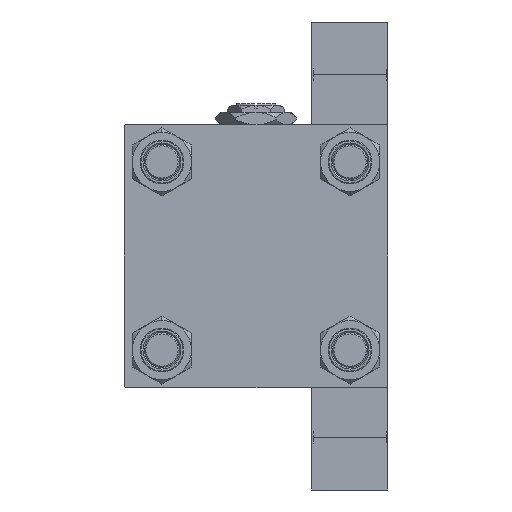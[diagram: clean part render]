
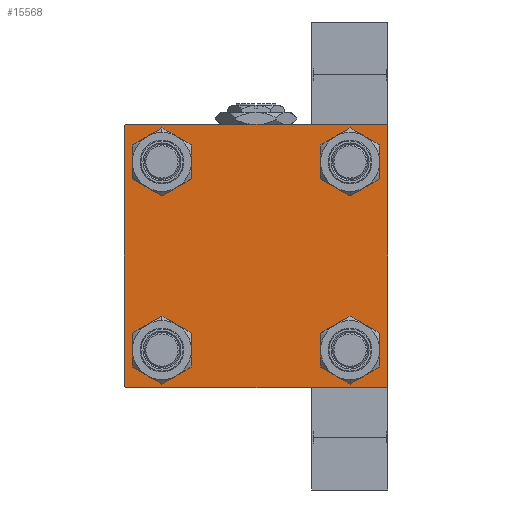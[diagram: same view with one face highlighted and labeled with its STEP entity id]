
A CAD part, left-side view. The second image highlights one B-rep face of the part: STEP entity #15568.
In plain terms, the highlighted planar face has unit normal (-1, 0, 0).
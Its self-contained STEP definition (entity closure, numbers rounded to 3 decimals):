
#419 = VERTEX_POINT ( 'NONE', #22253 ) ;
#624 = LINE ( 'NONE', #8552, #21698 ) ;
#646 = EDGE_CURVE ( 'NONE', #22905, #47392, #11583, .T. ) ;
#672 = ORIENTED_EDGE ( 'NONE', *, *, #5630, .T. ) ;
#781 = DIRECTION ( 'NONE',  ( 0., 0., 1. ) ) ;
#966 = CARTESIAN_POINT ( 'NONE',  ( 0., 32.15, -32.15 ) ) ;
#1272 = CARTESIAN_POINT ( 'NONE',  ( 0., -32.15, 32.15 ) ) ;
#1637 = CARTESIAN_POINT ( 'NONE',  ( 0., -45., 44.5 ) ) ;
#1944 = EDGE_CURVE ( 'NONE', #3494, #42890, #34857, .T. ) ;
#2489 = CIRCLE ( 'NONE', #44897, 6.5 ) ;
#2506 = CARTESIAN_POINT ( 'NONE',  ( 0., 44.75, 44.75 ) ) ;
#3263 = CIRCLE ( 'NONE', #31816, 6.5 ) ;
#3494 = VERTEX_POINT ( 'NONE', #27612 ) ;
#3793 = DIRECTION ( 'NONE',  ( 1., 0., 0. ) ) ;
#4331 = DIRECTION ( 'NONE',  ( 1., 0., 0. ) ) ;
#4495 = DIRECTION ( 'NONE',  ( 1., 0., 0. ) ) ;
#4977 = FACE_BOUND ( 'NONE', #32550, .T. ) ;
#5434 = CARTESIAN_POINT ( 'NONE',  ( 0., -32.15, -25.65 ) ) ;
#5630 = EDGE_CURVE ( 'NONE', #20253, #3494, #10177, .T. ) ;
#5829 = DIRECTION ( 'NONE',  ( 1., 0., 0. ) ) ;
#6072 = AXIS2_PLACEMENT_3D ( 'NONE', #47620, #4495, #12668 ) ;
#6505 = CARTESIAN_POINT ( 'NONE',  ( 0., 45., -44.5 ) ) ;
#6545 = EDGE_CURVE ( 'NONE', #28971, #20748, #47909, .T. ) ;
#6685 = VECTOR ( 'NONE', #31583, 1000. ) ;
#7226 = VERTEX_POINT ( 'NONE', #5434 ) ;
#7868 = VECTOR ( 'NONE', #37260, 1000. ) ;
#8053 = FACE_OUTER_BOUND ( 'NONE', #11102, .T. ) ;
#8552 = CARTESIAN_POINT ( 'NONE',  ( 0., 45., 45. ) ) ;
#8600 = CIRCLE ( 'NONE', #42828, 6.5 ) ;
#9084 = VECTOR ( 'NONE', #22427, 1000. ) ;
#9311 = ORIENTED_EDGE ( 'NONE', *, *, #43386, .T. ) ;
#9372 = ORIENTED_EDGE ( 'NONE', *, *, #30035, .F. ) ;
#9456 = DIRECTION ( 'NONE',  ( 1., 0., 0. ) ) ;
#9546 = AXIS2_PLACEMENT_3D ( 'NONE', #42440, #16160, #27918 ) ;
#10177 = LINE ( 'NONE', #2506, #9084 ) ;
#10623 = DIRECTION ( 'NONE',  ( 0., 0., -1. ) ) ;
#10629 = VECTOR ( 'NONE', #24708, 1000. ) ;
#10961 = EDGE_CURVE ( 'NONE', #419, #38943, #3263, .T. ) ;
#11102 = EDGE_LOOP ( 'NONE', ( #45610, #43821, #47911, #47459, #28163, #35663, #9372, #672 ) ) ;
#11583 = CIRCLE ( 'NONE', #40109, 6.5 ) ;
#12640 = FACE_BOUND ( 'NONE', #21854, .T. ) ;
#12668 = DIRECTION ( 'NONE',  ( 0., 0., 1. ) ) ;
#12922 = DIRECTION ( 'NONE',  ( 0., -1., 0. ) ) ;
#12959 = CARTESIAN_POINT ( 'NONE',  ( 0., -44.75, -44.75 ) ) ;
#13401 = EDGE_CURVE ( 'NONE', #47019, #18093, #37643, .T. ) ;
#14955 = CARTESIAN_POINT ( 'NONE',  ( 0., 45., 45. ) ) ;
#15568 = ADVANCED_FACE ( 'NONE', ( #16998, #12640, #4977, #24644, #8053 ), #43775, .T. ) ;
#15751 = EDGE_LOOP ( 'NONE', ( #18933, #44703 ) ) ;
#16080 = CARTESIAN_POINT ( 'NONE',  ( 0., -32.15, 32.15 ) ) ;
#16160 = DIRECTION ( 'NONE',  ( 1., 0., 0. ) ) ;
#16998 = FACE_BOUND ( 'NONE', #15751, .T. ) ;
#17620 = CARTESIAN_POINT ( 'NONE',  ( 0., -44.75, 44.75 ) ) ;
#17893 = CARTESIAN_POINT ( 'NONE',  ( 0., 32.15, -38.65 ) ) ;
#18093 = VERTEX_POINT ( 'NONE', #32750 ) ;
#18933 = ORIENTED_EDGE ( 'NONE', *, *, #646, .T. ) ;
#20253 = VERTEX_POINT ( 'NONE', #47309 ) ;
#20298 = DIRECTION ( 'NONE',  ( 0., -1., 0. ) ) ;
#20390 = DIRECTION ( 'NONE',  ( 0., 0., 1. ) ) ;
#20571 = CARTESIAN_POINT ( 'NONE',  ( 0., 0., 0. ) ) ;
#20748 = VERTEX_POINT ( 'NONE', #30390 ) ;
#21698 = VECTOR ( 'NONE', #20298, 1000. ) ;
#21854 = EDGE_LOOP ( 'NONE', ( #9311, #29669 ) ) ;
#22253 = CARTESIAN_POINT ( 'NONE',  ( 0., 32.15, -25.65 ) ) ;
#22278 = CARTESIAN_POINT ( 'NONE',  ( 0., 32.15, 32.15 ) ) ;
#22427 = DIRECTION ( 'NONE',  ( 0., 0.707, -0.707 ) ) ;
#22760 = DIRECTION ( 'NONE',  ( 0., 0., 1. ) ) ;
#22905 = VERTEX_POINT ( 'NONE', #34129 ) ;
#23125 = ORIENTED_EDGE ( 'NONE', *, *, #10961, .T. ) ;
#23621 = DIRECTION ( 'NONE',  ( 0., 0., 1. ) ) ;
#24644 = FACE_BOUND ( 'NONE', #43630, .T. ) ;
#24708 = DIRECTION ( 'NONE',  ( 0., -0.707, 0.707 ) ) ;
#26030 = EDGE_CURVE ( 'NONE', #18093, #47019, #8600, .T. ) ;
#26291 = DIRECTION ( 'NONE',  ( 0., -0.707, -0.707 ) ) ;
#26536 = CARTESIAN_POINT ( 'NONE',  ( 0., 44.75, -44.75 ) ) ;
#27336 = CARTESIAN_POINT ( 'NONE',  ( 0., 32.15, 25.65 ) ) ;
#27612 = CARTESIAN_POINT ( 'NONE',  ( 0., 45., 44.5 ) ) ;
#27754 = VERTEX_POINT ( 'NONE', #30054 ) ;
#27918 = DIRECTION ( 'NONE',  ( 0., 0., 1. ) ) ;
#28034 = CARTESIAN_POINT ( 'NONE',  ( 0., -32.15, 25.65 ) ) ;
#28132 = DIRECTION ( 'NONE',  ( 1., 0., 0. ) ) ;
#28163 = ORIENTED_EDGE ( 'NONE', *, *, #39248, .F. ) ;
#28487 = VERTEX_POINT ( 'NONE', #35965 ) ;
#28971 = VERTEX_POINT ( 'NONE', #29016 ) ;
#29016 = CARTESIAN_POINT ( 'NONE',  ( 0., -44.5, -45. ) ) ;
#29669 = ORIENTED_EDGE ( 'NONE', *, *, #32382, .T. ) ;
#30035 = EDGE_CURVE ( 'NONE', #20253, #28487, #624, .T. ) ;
#30054 = CARTESIAN_POINT ( 'NONE',  ( 0., 44.5, -45. ) ) ;
#30355 = LINE ( 'NONE', #26536, #35637 ) ;
#30390 = CARTESIAN_POINT ( 'NONE',  ( 0., -45., -44.5 ) ) ;
#31153 = VERTEX_POINT ( 'NONE', #1637 ) ;
#31583 = DIRECTION ( 'NONE',  ( 0., 0., -1. ) ) ;
#31816 = AXIS2_PLACEMENT_3D ( 'NONE', #966, #3793, #20390 ) ;
#31917 = EDGE_CURVE ( 'NONE', #31153, #28487, #49228, .T. ) ;
#32149 = CARTESIAN_POINT ( 'NONE',  ( 0., 32.15, 32.15 ) ) ;
#32382 = EDGE_CURVE ( 'NONE', #37495, #7226, #43746, .T. ) ;
#32550 = EDGE_LOOP ( 'NONE', ( #23125, #48419 ) ) ;
#32750 = CARTESIAN_POINT ( 'NONE',  ( 0., 32.15, 38.65 ) ) ;
#33157 = DIRECTION ( 'NONE',  ( 0., 0., 1. ) ) ;
#33892 = EDGE_CURVE ( 'NONE', #42890, #27754, #30355, .T. ) ;
#34129 = CARTESIAN_POINT ( 'NONE',  ( 0., -32.15, 38.65 ) ) ;
#34857 = LINE ( 'NONE', #14955, #41773 ) ;
#35145 = CARTESIAN_POINT ( 'NONE',  ( 0., -45., 45. ) ) ;
#35615 = ORIENTED_EDGE ( 'NONE', *, *, #26030, .T. ) ;
#35637 = VECTOR ( 'NONE', #26291, 1000. ) ;
#35663 = ORIENTED_EDGE ( 'NONE', *, *, #31917, .T. ) ;
#35965 = CARTESIAN_POINT ( 'NONE',  ( 0., -44.5, 45. ) ) ;
#36060 = CIRCLE ( 'NONE', #38487, 6.5 ) ;
#36550 = EDGE_CURVE ( 'NONE', #47392, #22905, #2489, .T. ) ;
#36817 = AXIS2_PLACEMENT_3D ( 'NONE', #32149, #5829, #33157 ) ;
#37260 = DIRECTION ( 'NONE',  ( 0., 0.707, 0.707 ) ) ;
#37495 = VERTEX_POINT ( 'NONE', #41215 ) ;
#37643 = CIRCLE ( 'NONE', #36817, 6.5 ) ;
#38487 = AXIS2_PLACEMENT_3D ( 'NONE', #44434, #28132, #781 ) ;
#38943 = VERTEX_POINT ( 'NONE', #17893 ) ;
#39123 = ORIENTED_EDGE ( 'NONE', *, *, #13401, .T. ) ;
#39248 = EDGE_CURVE ( 'NONE', #31153, #20748, #47368, .T. ) ;
#39553 = DIRECTION ( 'NONE',  ( 0., 0., 1. ) ) ;
#40109 = AXIS2_PLACEMENT_3D ( 'NONE', #16080, #4331, #39553 ) ;
#40206 = DIRECTION ( 'NONE',  ( -1., 0., 0. ) ) ;
#41178 = VECTOR ( 'NONE', #12922, 1000. ) ;
#41215 = CARTESIAN_POINT ( 'NONE',  ( 0., -32.15, -38.65 ) ) ;
#41773 = VECTOR ( 'NONE', #10623, 1000. ) ;
#42440 = CARTESIAN_POINT ( 'NONE',  ( 0., -32.15, -32.15 ) ) ;
#42828 = AXIS2_PLACEMENT_3D ( 'NONE', #22278, #45709, #22760 ) ;
#42890 = VERTEX_POINT ( 'NONE', #6505 ) ;
#43273 = LINE ( 'NONE', #48114, #41178 ) ;
#43386 = EDGE_CURVE ( 'NONE', #7226, #37495, #36060, .T. ) ;
#43630 = EDGE_LOOP ( 'NONE', ( #35615, #39123 ) ) ;
#43746 = CIRCLE ( 'NONE', #9546, 6.5 ) ;
#43775 = PLANE ( 'NONE',  #45814 ) ;
#43821 = ORIENTED_EDGE ( 'NONE', *, *, #33892, .T. ) ;
#44354 = CIRCLE ( 'NONE', #6072, 6.5 ) ;
#44434 = CARTESIAN_POINT ( 'NONE',  ( 0., -32.15, -32.15 ) ) ;
#44703 = ORIENTED_EDGE ( 'NONE', *, *, #36550, .T. ) ;
#44897 = AXIS2_PLACEMENT_3D ( 'NONE', #1272, #9456, #48736 ) ;
#45610 = ORIENTED_EDGE ( 'NONE', *, *, #1944, .T. ) ;
#45709 = DIRECTION ( 'NONE',  ( 1., 0., 0. ) ) ;
#45814 = AXIS2_PLACEMENT_3D ( 'NONE', #20571, #40206, #23621 ) ;
#47019 = VERTEX_POINT ( 'NONE', #27336 ) ;
#47309 = CARTESIAN_POINT ( 'NONE',  ( 0., 44.5, 45. ) ) ;
#47368 = LINE ( 'NONE', #35145, #6685 ) ;
#47392 = VERTEX_POINT ( 'NONE', #28034 ) ;
#47459 = ORIENTED_EDGE ( 'NONE', *, *, #6545, .T. ) ;
#47620 = CARTESIAN_POINT ( 'NONE',  ( 0., 32.15, -32.15 ) ) ;
#47909 = LINE ( 'NONE', #12959, #10629 ) ;
#47911 = ORIENTED_EDGE ( 'NONE', *, *, #50460, .T. ) ;
#48114 = CARTESIAN_POINT ( 'NONE',  ( 0., 45., -45. ) ) ;
#48419 = ORIENTED_EDGE ( 'NONE', *, *, #48572, .T. ) ;
#48572 = EDGE_CURVE ( 'NONE', #38943, #419, #44354, .T. ) ;
#48736 = DIRECTION ( 'NONE',  ( 0., 0., 1. ) ) ;
#49228 = LINE ( 'NONE', #17620, #7868 ) ;
#50460 = EDGE_CURVE ( 'NONE', #27754, #28971, #43273, .T. ) ;
